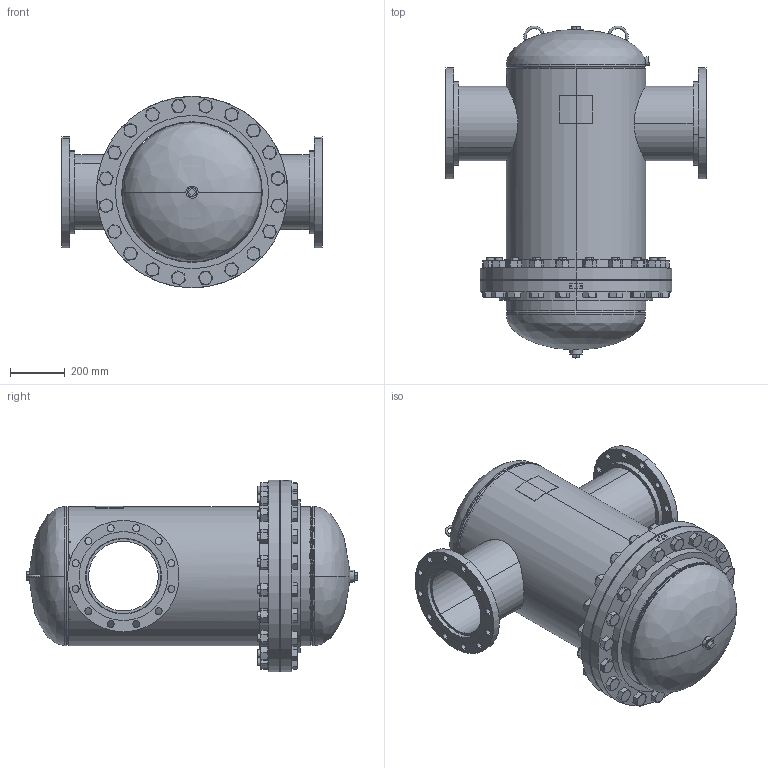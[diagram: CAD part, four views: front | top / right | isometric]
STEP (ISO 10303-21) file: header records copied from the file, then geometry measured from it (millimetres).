
FILE_DESCRIPTION (( 'STEP AP203' ), '1' );
FILE_NAME ('WVAD-10.STEP', '2021-03-11T15:38:56', ( '' ), ( '' ), 'SwSTEP 2.0', 'SolidWorks 2021', '' );
FILE_SCHEMA (( 'CONFIG_CONTROL_DESIGN' ));
Length unit declared in the file: inch
Products named in the file (17): PLUGS_9500150; 9800641_HHNUT 1.1250-7-D-N; 9301130_10.375; Garlock F.F. Gaskets 150# .0625 tk_9471020; 9600830_20" VERT; 9200120; 9500050; WVAD-10; 9461160; 9461110; 99M3580_27.5; 99B2936; 9400540; 9800608_HHBOLT 1.1250-7x5x5-N; 99B2935; 9500030
Assembly tree (59 placements, depth 2):
  WVAD-10
    99B2935
    99B2936
    9200120
    9200120
    9500030  x2
    9500050
    PLUGS_9500150
    9301130_10.375  x2
    9461110  x2
    9461160  x2
    9800608_HHBOLT 1.1250-7x5x5-N  x20
    9800641_HHNUT 1.1250-7-D-N  x20
    Garlock F.F. Gaskets 150# .0625 tk_9471020
    9400540  x2
    99M3580_27.5
    9600830_20" VERT
Bounding box: 952.5 x 1211.26 x 699.32 mm (x, y, z)
Volume: 34030560.1 mm3; surface area: 7476935.3 mm2
Topology: 59 solids, 59 shells, 1333 faces, 2988 edges, 1802 vertices
Faces by surface type: cone 506, plane 401, cylinder 386, bspline 20, torus 20
Entity records: 18462 total; most frequent: CARTESIAN_POINT 7089, DIRECTION 1910, ORIENTED_EDGE 1612, AXIS2_PLACEMENT_3D 824, EDGE_CURVE 806, VERTEX_POINT 512, EDGE_LOOP 466, CIRCLE 452
